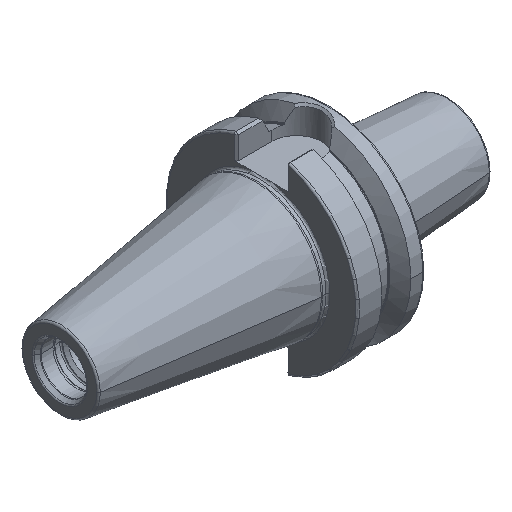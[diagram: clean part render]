
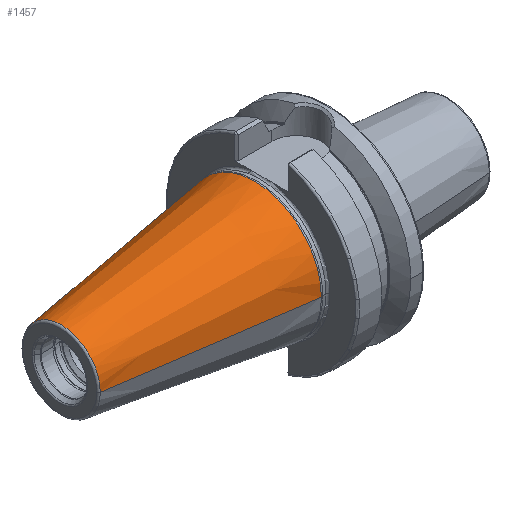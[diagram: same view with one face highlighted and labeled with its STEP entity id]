
A CAD part, isometric view. The second image highlights one B-rep face of the part: STEP entity #1457.
In plain terms, the highlighted conical face has half-angle 8.298 degrees and reference radius 27.519 mm.
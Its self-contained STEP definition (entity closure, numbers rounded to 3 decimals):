
#37=CARTESIAN_POINT('',(-100.944,0.,0.));
#38=DIRECTION('',(1.,0.,0.));
#39=DIRECTION('',(0.,1.,0.));
#40=AXIS2_PLACEMENT_3D('',#37,#38,#39);
#42=CARTESIAN_POINT('',(-0.619,0.,0.));
#43=DIRECTION('',(1.,0.,0.));
#44=DIRECTION('',(0.,1.,0.));
#45=AXIS2_PLACEMENT_3D('',#42,#43,#44);
#47=DIRECTION('',(-0.99,-0.144,0.));
#48=VECTOR('',#47,101.387);
#49=CARTESIAN_POINT('',(-0.619,34.835,0.));
#50=LINE('',#49,#48);
#51=DIRECTION('',(-0.99,0.144,0.));
#52=VECTOR('',#51,101.387);
#53=CARTESIAN_POINT('',(-0.619,-34.835,0.));
#54=LINE('',#53,#52);
#1150=CARTESIAN_POINT('',(-100.944,20.203,0.));
#1152=VERTEX_POINT('',#1150);
#1154=CARTESIAN_POINT('',(-100.944,-20.203,0.));
#1156=VERTEX_POINT('',#1154);
#1369=CARTESIAN_POINT('',(-0.619,34.835,0.));
#1370=VERTEX_POINT('',#1369);
#1371=CARTESIAN_POINT('',(-0.619,-34.835,0.));
#1372=VERTEX_POINT('',#1371);
#1443=CARTESIAN_POINT('',(-50.782,0.,0.));
#1444=DIRECTION('',(1.,0.,0.));
#1445=DIRECTION('',(0.,-1.,0.));
#1446=AXIS2_PLACEMENT_3D('',#1443,#1444,#1445);
#1447=CONICAL_SURFACE('',#1446,27.519,8.298);
#1449=ORIENTED_EDGE('',*,*,#1448,.F.);
#1451=ORIENTED_EDGE('',*,*,#1450,.T.);
#1453=ORIENTED_EDGE('',*,*,#1452,.T.);
#1454=ORIENTED_EDGE('',*,*,#1436,.F.);
#1455=EDGE_LOOP('',(#1449,#1451,#1453,#1454));
#1456=FACE_OUTER_BOUND('',#1455,.F.);
#1457=ADVANCED_FACE('',(#1456),#1447,.T.);
#41=CIRCLE('',#40,20.203);
#46=CIRCLE('',#45,34.835);
#1436=EDGE_CURVE('',#1152,#1156,#41,.T.);
#1448=EDGE_CURVE('',#1370,#1152,#50,.T.);
#1450=EDGE_CURVE('',#1370,#1372,#46,.T.);
#1452=EDGE_CURVE('',#1372,#1156,#54,.T.);
